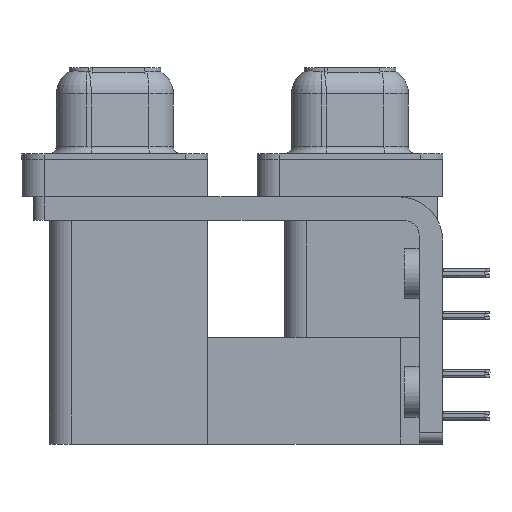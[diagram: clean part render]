
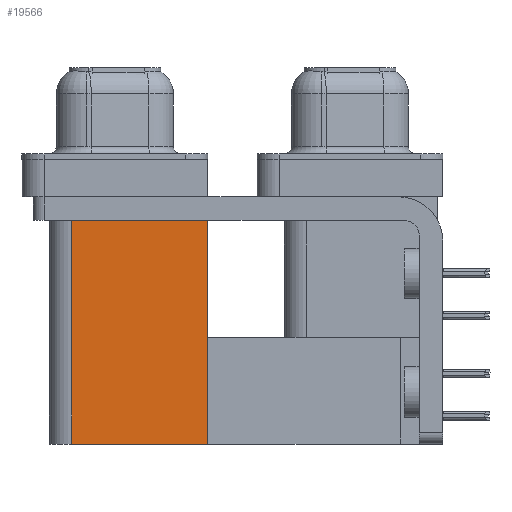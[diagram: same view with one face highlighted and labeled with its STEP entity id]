
A CAD part, left-side view. The second image highlights one B-rep face of the part: STEP entity #19566.
In plain terms, the highlighted planar face has unit normal (-1, 0, 0).
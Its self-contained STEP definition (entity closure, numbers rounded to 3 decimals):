
#1052 = CARTESIAN_POINT ( 'NONE',  ( 3.765, 18.8, -19.2 ) ) ;
#1999 = DIRECTION ( 'NONE',  ( 0., 0., 1. ) ) ;
#2390 = VECTOR ( 'NONE', #8799, 1000. ) ;
#3184 = ORIENTED_EDGE ( 'NONE', *, *, #27093, .T. ) ;
#3188 = LINE ( 'NONE', #27267, #47219 ) ;
#3656 = FACE_OUTER_BOUND ( 'NONE', #32549, .T. ) ;
#3817 = DIRECTION ( 'NONE',  ( 0., 0., 1. ) ) ;
#4495 = ORIENTED_EDGE ( 'NONE', *, *, #32319, .F. ) ;
#4648 = ORIENTED_EDGE ( 'NONE', *, *, #7622, .F. ) ;
#7276 = PLANE ( 'NONE',  #18312 ) ;
#7622 = EDGE_CURVE ( 'NONE', #20669, #39228, #24517, .T. ) ;
#8799 = DIRECTION ( 'NONE',  ( 0., 1., 0. ) ) ;
#13496 = CARTESIAN_POINT ( 'NONE',  ( 3.765, 9.6, -2.5 ) ) ;
#18312 = AXIS2_PLACEMENT_3D ( 'NONE', #30581, #38905, #46427 ) ;
#18322 = LINE ( 'NONE', #42143, #22883 ) ;
#19566 = ADVANCED_FACE ( 'NONE', ( #3656 ), #7276, .F. ) ;
#20669 = VERTEX_POINT ( 'NONE', #1052 ) ;
#22883 = VECTOR ( 'NONE', #1999, 1000. ) ;
#24517 = LINE ( 'NONE', #47871, #33559 ) ;
#27093 = EDGE_CURVE ( 'NONE', #33063, #37391, #18322, .T. ) ;
#27267 = CARTESIAN_POINT ( 'NONE',  ( 3.765, 9.6, -2.5 ) ) ;
#28212 = CARTESIAN_POINT ( 'NONE',  ( 3.765, 18.8, -2.5 ) ) ;
#28487 = CARTESIAN_POINT ( 'NONE',  ( 3.765, 9.6, -19.2 ) ) ;
#30581 = CARTESIAN_POINT ( 'NONE',  ( 3.765, 9.6, -19.2 ) ) ;
#32319 = EDGE_CURVE ( 'NONE', #33063, #20669, #43534, .T. ) ;
#32549 = EDGE_LOOP ( 'NONE', ( #41213, #4648, #4495, #3184 ) ) ;
#33063 = VERTEX_POINT ( 'NONE', #36614 ) ;
#33559 = VECTOR ( 'NONE', #3817, 1000. ) ;
#36614 = CARTESIAN_POINT ( 'NONE',  ( 3.765, 9.6, -19.2 ) ) ;
#37391 = VERTEX_POINT ( 'NONE', #13496 ) ;
#38905 = DIRECTION ( 'NONE',  ( 1., 0., 0. ) ) ;
#39228 = VERTEX_POINT ( 'NONE', #28212 ) ;
#41213 = ORIENTED_EDGE ( 'NONE', *, *, #45537, .T. ) ;
#42143 = CARTESIAN_POINT ( 'NONE',  ( 3.765, 9.6, -19.2 ) ) ;
#42574 = DIRECTION ( 'NONE',  ( 0., 1., 0. ) ) ;
#43534 = LINE ( 'NONE', #28487, #2390 ) ;
#45537 = EDGE_CURVE ( 'NONE', #37391, #39228, #3188, .T. ) ;
#46427 = DIRECTION ( 'NONE',  ( 0., 0., -1. ) ) ;
#47219 = VECTOR ( 'NONE', #42574, 1000. ) ;
#47871 = CARTESIAN_POINT ( 'NONE',  ( 3.765, 18.8, -19.2 ) ) ;
